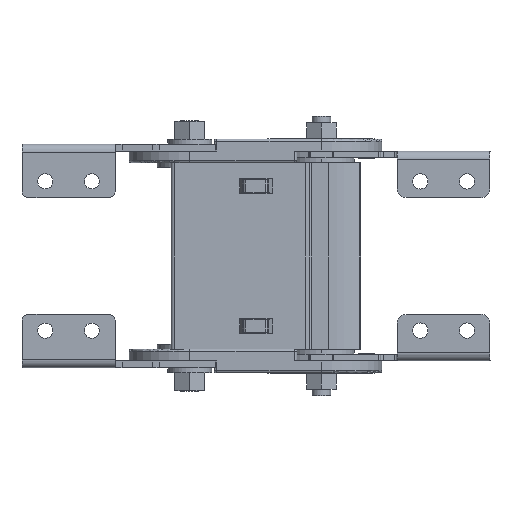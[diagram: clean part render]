
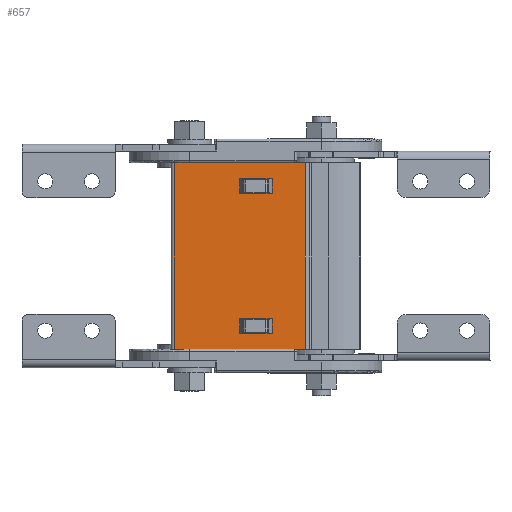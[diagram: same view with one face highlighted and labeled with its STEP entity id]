
A CAD part, front view. The second image highlights one B-rep face of the part: STEP entity #657.
In plain terms, the highlighted planar face has unit normal (0, -1, 0).
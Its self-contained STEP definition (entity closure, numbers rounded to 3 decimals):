
#262 = CARTESIAN_POINT ( 'NONE',  ( -68.813, 71.004, -72.166 ) ) ;
#302 = VERTEX_POINT ( 'NONE', #28368 ) ;
#657 = ADVANCED_FACE ( 'NONE', ( #34049, #25998, #42732 ), #22326, .F. ) ;
#892 = CARTESIAN_POINT ( 'NONE',  ( -26.833, 71.004, -5.216 ) ) ;
#1037 = EDGE_CURVE ( 'NONE', #37551, #36860, #46395, .T. ) ;
#1489 = CARTESIAN_POINT ( 'NONE',  ( -12.613, 71.004, 89.453 ) ) ;
#1516 = ORIENTED_EDGE ( 'NONE', *, *, #31182, .T. ) ;
#1607 = LINE ( 'NONE', #16101, #34584 ) ;
#1801 = EDGE_CURVE ( 'NONE', #26003, #36730, #22124, .T. ) ;
#1804 = DIRECTION ( 'NONE',  ( 0., 0., -1. ) ) ;
#2483 = VERTEX_POINT ( 'NONE', #14483 ) ;
#2665 = CARTESIAN_POINT ( 'NONE',  ( -43.833, 71.004, 7.834 ) ) ;
#3060 = LINE ( 'NONE', #48378, #44104 ) ;
#4065 = VECTOR ( 'NONE', #42966, 1000. ) ;
#4084 = AXIS2_PLACEMENT_3D ( 'NONE', #2665, #34321, #38292 ) ;
#4394 = LINE ( 'NONE', #8220, #6866 ) ;
#4910 = DIRECTION ( 'NONE',  ( 0., 0., -1. ) ) ;
#4983 = VECTOR ( 'NONE', #1804, 1000. ) ;
#5062 = DIRECTION ( 'NONE',  ( 0., 0., 1. ) ) ;
#5990 = VECTOR ( 'NONE', #4910, 1000. ) ;
#6866 = VECTOR ( 'NONE', #36075, 1000. ) ;
#7048 = VERTEX_POINT ( 'NONE', #47933 ) ;
#7252 = ORIENTED_EDGE ( 'NONE', *, *, #25896, .T. ) ;
#7968 = DIRECTION ( 'NONE',  ( -1., 0., 0. ) ) ;
#8218 = LINE ( 'NONE', #48428, #49238 ) ;
#8220 = CARTESIAN_POINT ( 'NONE',  ( -43.833, 71.004, 7.834 ) ) ;
#8454 = VECTOR ( 'NONE', #27457, 1000. ) ;
#9246 = EDGE_LOOP ( 'NONE', ( #30069, #44110, #16111, #1516 ) ) ;
#9351 = CARTESIAN_POINT ( 'NONE',  ( -40.833, 71.004, -59.116 ) ) ;
#9887 = CARTESIAN_POINT ( 'NONE',  ( -40.833, 71.004, -65.416 ) ) ;
#10034 = VECTOR ( 'NONE', #45562, 1000. ) ;
#10222 = EDGE_LOOP ( 'NONE', ( #13850, #17319, #44424, #21687 ) ) ;
#10495 = VERTEX_POINT ( 'NONE', #49111 ) ;
#10863 = LINE ( 'NONE', #9887, #41372 ) ;
#10903 = EDGE_CURVE ( 'NONE', #10495, #36730, #3060, .T. ) ;
#13850 = ORIENTED_EDGE ( 'NONE', *, *, #29157, .F. ) ;
#14483 = CARTESIAN_POINT ( 'NONE',  ( -40.833, 71.004, 1.084 ) ) ;
#16101 = CARTESIAN_POINT ( 'NONE',  ( -40.833, 71.004, -5.216 ) ) ;
#16111 = ORIENTED_EDGE ( 'NONE', *, *, #30967, .F. ) ;
#17295 = CARTESIAN_POINT ( 'NONE',  ( -12.613, 71.004, 7.834 ) ) ;
#17319 = ORIENTED_EDGE ( 'NONE', *, *, #25602, .F. ) ;
#17576 = EDGE_CURVE ( 'NONE', #29165, #7048, #22482, .T. ) ;
#18494 = CARTESIAN_POINT ( 'NONE',  ( -26.833, 71.004, -59.116 ) ) ;
#20015 = EDGE_CURVE ( 'NONE', #51205, #2483, #45927, .T. ) ;
#21525 = VERTEX_POINT ( 'NONE', #18494 ) ;
#21687 = ORIENTED_EDGE ( 'NONE', *, *, #17576, .F. ) ;
#22055 = CARTESIAN_POINT ( 'NONE',  ( -26.833, 71.004, -59.116 ) ) ;
#22124 = LINE ( 'NONE', #26663, #4065 ) ;
#22326 = PLANE ( 'NONE',  #4084 ) ;
#22482 = LINE ( 'NONE', #49882, #10034 ) ;
#23456 = CARTESIAN_POINT ( 'NONE',  ( -40.833, 71.004, 1.084 ) ) ;
#24523 = DIRECTION ( 'NONE',  ( -1., 0., 0. ) ) ;
#24556 = CARTESIAN_POINT ( 'NONE',  ( -40.833, 71.004, -5.216 ) ) ;
#25602 = EDGE_CURVE ( 'NONE', #302, #21525, #26557, .T. ) ;
#25896 = EDGE_CURVE ( 'NONE', #2483, #37551, #44522, .T. ) ;
#25998 = FACE_OUTER_BOUND ( 'NONE', #9246, .T. ) ;
#26003 = VERTEX_POINT ( 'NONE', #47899 ) ;
#26082 = DIRECTION ( 'NONE',  ( 0., 0., 1. ) ) ;
#26150 = LINE ( 'NONE', #1489, #4983 ) ;
#26372 = ORIENTED_EDGE ( 'NONE', *, *, #34805, .T. ) ;
#26557 = LINE ( 'NONE', #22055, #27822 ) ;
#26663 = CARTESIAN_POINT ( 'NONE',  ( -68.813, 71.004, 89.453 ) ) ;
#26696 = EDGE_CURVE ( 'NONE', #7048, #302, #10863, .T. ) ;
#26944 = CARTESIAN_POINT ( 'NONE',  ( -40.833, 71.004, -5.216 ) ) ;
#27457 = DIRECTION ( 'NONE',  ( 1., 0., 0. ) ) ;
#27822 = VECTOR ( 'NONE', #26082, 1000. ) ;
#28159 = CARTESIAN_POINT ( 'NONE',  ( -26.833, 71.004, -5.216 ) ) ;
#28368 = CARTESIAN_POINT ( 'NONE',  ( -26.833, 71.004, -65.416 ) ) ;
#28665 = ORIENTED_EDGE ( 'NONE', *, *, #20015, .T. ) ;
#29157 = EDGE_CURVE ( 'NONE', #21525, #29165, #8218, .T. ) ;
#29165 = VERTEX_POINT ( 'NONE', #9351 ) ;
#29777 = VERTEX_POINT ( 'NONE', #17295 ) ;
#30069 = ORIENTED_EDGE ( 'NONE', *, *, #1801, .T. ) ;
#30383 = EDGE_LOOP ( 'NONE', ( #26372, #28665, #7252, #50502 ) ) ;
#30967 = EDGE_CURVE ( 'NONE', #29777, #10495, #26150, .T. ) ;
#31182 = EDGE_CURVE ( 'NONE', #29777, #26003, #4394, .T. ) ;
#34049 = FACE_BOUND ( 'NONE', #30383, .T. ) ;
#34321 = DIRECTION ( 'NONE',  ( 0., 1., 0. ) ) ;
#34584 = VECTOR ( 'NONE', #7968, 1000. ) ;
#34805 = EDGE_CURVE ( 'NONE', #36860, #51205, #1607, .T. ) ;
#35456 = VECTOR ( 'NONE', #5062, 1000. ) ;
#36075 = DIRECTION ( 'NONE',  ( -1., 0., 0. ) ) ;
#36730 = VERTEX_POINT ( 'NONE', #262 ) ;
#36860 = VERTEX_POINT ( 'NONE', #28159 ) ;
#37551 = VERTEX_POINT ( 'NONE', #43738 ) ;
#37884 = DIRECTION ( 'NONE',  ( 1., 0., 0. ) ) ;
#38292 = DIRECTION ( 'NONE',  ( 0., 0., -1. ) ) ;
#40234 = DIRECTION ( 'NONE',  ( -1., 0., 0. ) ) ;
#41372 = VECTOR ( 'NONE', #37884, 1000. ) ;
#42732 = FACE_BOUND ( 'NONE', #10222, .T. ) ;
#42966 = DIRECTION ( 'NONE',  ( 0., 0., -1. ) ) ;
#43738 = CARTESIAN_POINT ( 'NONE',  ( -26.833, 71.004, 1.084 ) ) ;
#44104 = VECTOR ( 'NONE', #40234, 1000. ) ;
#44110 = ORIENTED_EDGE ( 'NONE', *, *, #10903, .F. ) ;
#44424 = ORIENTED_EDGE ( 'NONE', *, *, #26696, .F. ) ;
#44522 = LINE ( 'NONE', #23456, #8454 ) ;
#45562 = DIRECTION ( 'NONE',  ( 0., 0., -1. ) ) ;
#45927 = LINE ( 'NONE', #24556, #35456 ) ;
#46395 = LINE ( 'NONE', #892, #5990 ) ;
#47899 = CARTESIAN_POINT ( 'NONE',  ( -68.813, 71.004, 7.834 ) ) ;
#47933 = CARTESIAN_POINT ( 'NONE',  ( -40.833, 71.004, -65.416 ) ) ;
#48378 = CARTESIAN_POINT ( 'NONE',  ( -43.833, 71.004, -72.166 ) ) ;
#48428 = CARTESIAN_POINT ( 'NONE',  ( -40.833, 71.004, -59.116 ) ) ;
#49111 = CARTESIAN_POINT ( 'NONE',  ( -12.613, 71.004, -72.166 ) ) ;
#49238 = VECTOR ( 'NONE', #24523, 1000. ) ;
#49882 = CARTESIAN_POINT ( 'NONE',  ( -40.833, 71.004, -59.116 ) ) ;
#50502 = ORIENTED_EDGE ( 'NONE', *, *, #1037, .T. ) ;
#51205 = VERTEX_POINT ( 'NONE', #26944 ) ;
